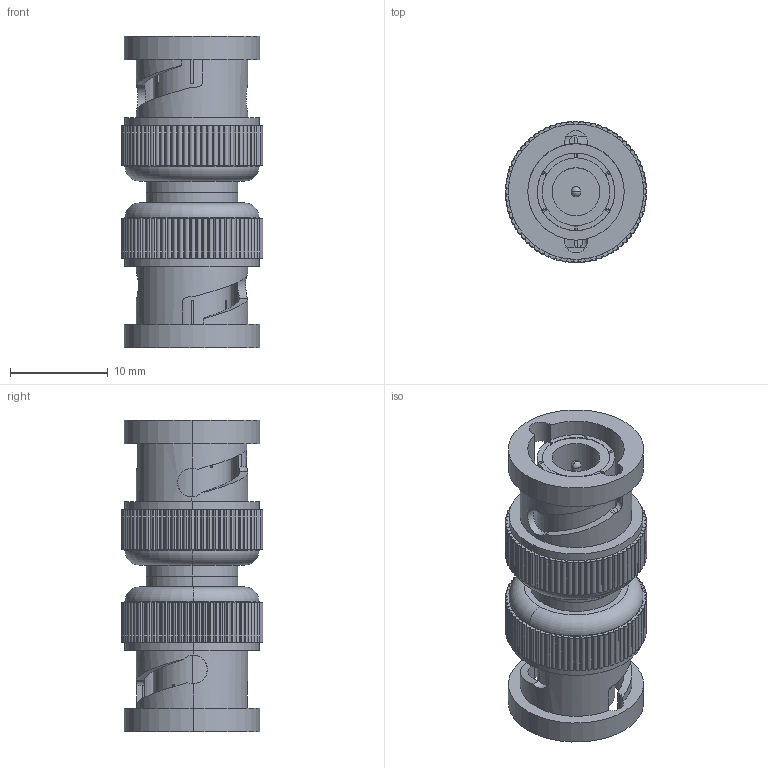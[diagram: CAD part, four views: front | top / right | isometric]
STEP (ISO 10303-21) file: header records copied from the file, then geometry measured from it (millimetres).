
FILE_DESCRIPTION (( 'STEP AP214' ), '1' );
FILE_NAME ('FMAD10059_3D.step', '2025-02-24T20:23:59', ( '' ), ( '' ), 'SwSTEP 2.0', 'SolidWorks 2022', '' );
FILE_SCHEMA (( 'AUTOMOTIVE_DESIGN' ));
Length unit declared in the file: inch
Products named in the file (2): Copy of 3AB03-002^FMAD10059_with flange; FMAD10059_3D
Assembly tree (2 placements, depth 2):
  FMAD10059_3D
    Copy of 3AB03-002^FMAD10059_with flange  x2
Bounding box: 14.48 x 14.48 x 31.81 mm (x, y, z)
Volume: 2887.9 mm3; surface area: 3826 mm2
Topology: 2 solids, 2 shells, 676 faces, 1956 edges, 1290 vertices
Faces by surface type: plane 348, cylinder 304, bspline 16, sphere 4, torus 4
Entity records: 11992 total; most frequent: CARTESIAN_POINT 2848, ORIENTED_EDGE 1948, DIRECTION 1840, EDGE_CURVE 974, VERTEX_POINT 643, VECTOR 630, LINE 630, AXIS2_PLACEMENT_3D 605
